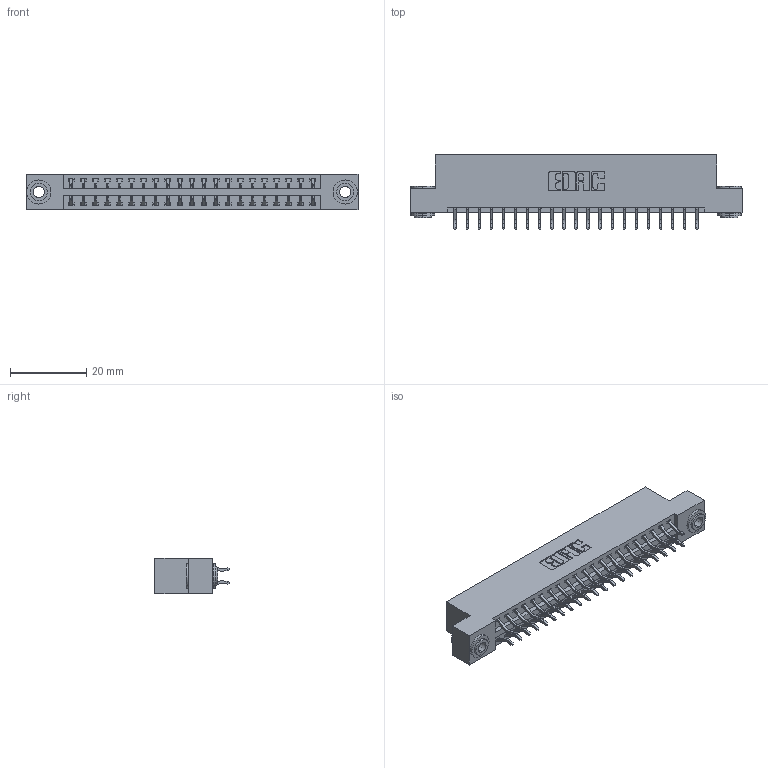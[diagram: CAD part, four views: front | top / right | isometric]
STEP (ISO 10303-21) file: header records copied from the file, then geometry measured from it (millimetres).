
FILE_DESCRIPTION (( 'STEP AP203' ), '1' );
FILE_NAME ('346-042-556-203.STEP', '2018-08-24T22:58:32', ( '' ), ( '' ), 'SwSTEP 2.0', 'SolidWorks 2016', '' );
FILE_SCHEMA (( 'CONFIG_CONTROL_DESIGN' ));
Length unit declared in the file: inch
Products named in the file (4): 346 Part_Flush Mounting Lugs - 0.156 Dia-TH; 345-292-001_556 Tail; 345-250-002_345-250-002-102; 346-042-556-203
Assembly tree (45 placements, depth 2):
  346-042-556-203
    346 Part_Flush Mounting Lugs - 0.156 Dia-TH
    345-292-001_556 Tail  x42
    345-250-002_345-250-002-102  x2
Bounding box: 87.25 x 19.57 x 9.4 mm (x, y, z)
Volume: 8362.5 mm3; surface area: 11339.9 mm2
Topology: 45 solids, 45 shells, 2596 faces, 7671 edges, 5054 vertices
Faces by surface type: plane 1724, cylinder 864, cone 8
Entity records: 17402 total; most frequent: CARTESIAN_POINT 2887, ORIENTED_EDGE 2802, DIRECTION 2615, EDGE_CURVE 1401, VECTOR 1153, LINE 1153, VERTEX_POINT 930, AXIS2_PLACEMENT_3D 731
